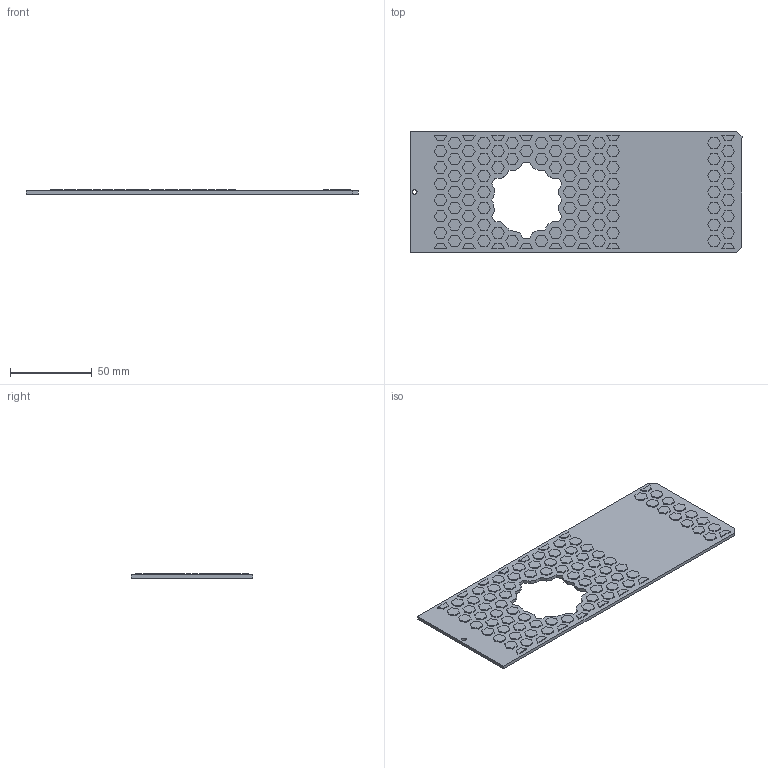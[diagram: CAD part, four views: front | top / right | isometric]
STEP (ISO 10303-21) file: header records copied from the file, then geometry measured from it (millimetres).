
FILE_DESCRIPTION(('STEP AP242'), '1');
FILE_NAME('Insert_case', '', ('UNSPECIFIED'), ('UNSPECIFIED'), 'C3D Converter', 'C3D Toolkit', '');
FILE_SCHEMA(('AP242_MANAGED_MODEL_BASED_3D_ENGINEERING_MIM_LF { 1 0 10303 442 1 1 4 }'));
Length unit declared in the file: millimetre
Bounding box: 203.65 x 74.8 x 2.6 mm (x, y, z)
Volume: 29631.4 mm3; surface area: 30296.1 mm2
Topology: 1 solids, 1 shells, 677 faces, 1743 edges, 1162 vertices
Faces by surface type: plane 676, cylinder 1
Full cylindrical faces by diameter (mm): 2.8 x1
Entity records: 25593 total; most frequent: CARTESIAN_POINT 3582, ORIENTED_EDGE 3484, DIRECTION 3100, EDGE_CURVE 1742, LINE 1740, VECTOR 1740, VERTEX_POINT 1162, EDGE_LOOP 776
